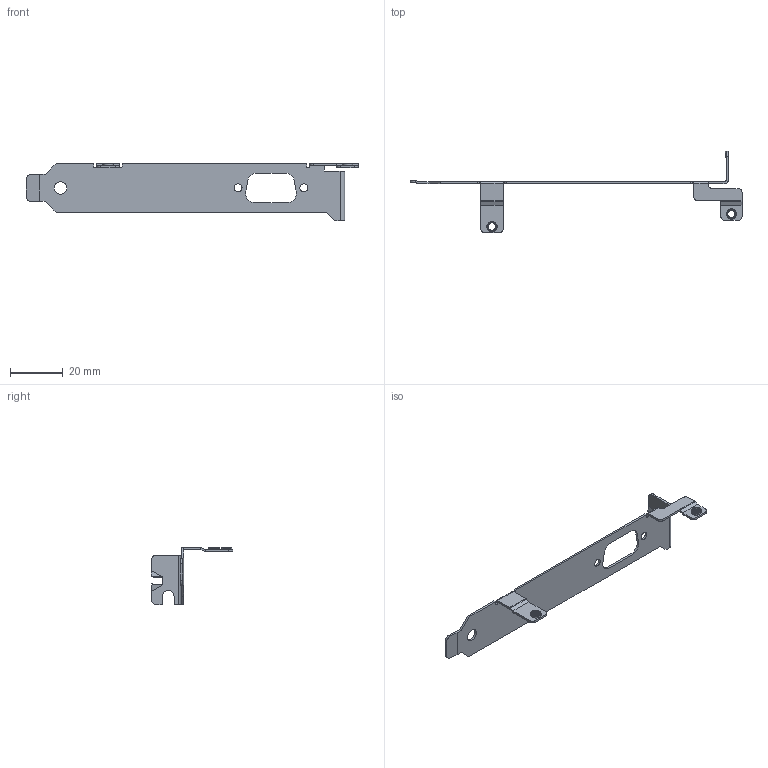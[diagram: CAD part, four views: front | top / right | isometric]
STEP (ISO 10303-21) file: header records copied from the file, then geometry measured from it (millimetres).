
FILE_DESCRIPTION (( 'STEP AP214' ), '1' );
FILE_NAME ('9207-1.STEP', '2007-12-11T19:54:19', ( 'Richard Maletta' ), ( '' ), 'SwSTEP 2.0', 'SolidWorks 2007', '' );
FILE_SCHEMA (( 'AUTOMOTIVE_DESIGN' ));
Length unit declared in the file: inch
Products named in the file (1): 9207-1
Bounding box: 125.9 x 31.01 x 21.67 mm (x, y, z)
Volume: 1874.7 mm3; surface area: 5194.8 mm2
Topology: 1 solids, 1 shells, 159 faces, 393 edges, 238 vertices
Faces by surface type: plane 96, cylinder 59, bspline 4
Entity records: 5090 total; most frequent: CARTESIAN_POINT 1323, ORIENTED_EDGE 786, DIRECTION 773, EDGE_CURVE 393, VECTOR 269, LINE 269, AXIS2_PLACEMENT_3D 252, VERTEX_POINT 238
